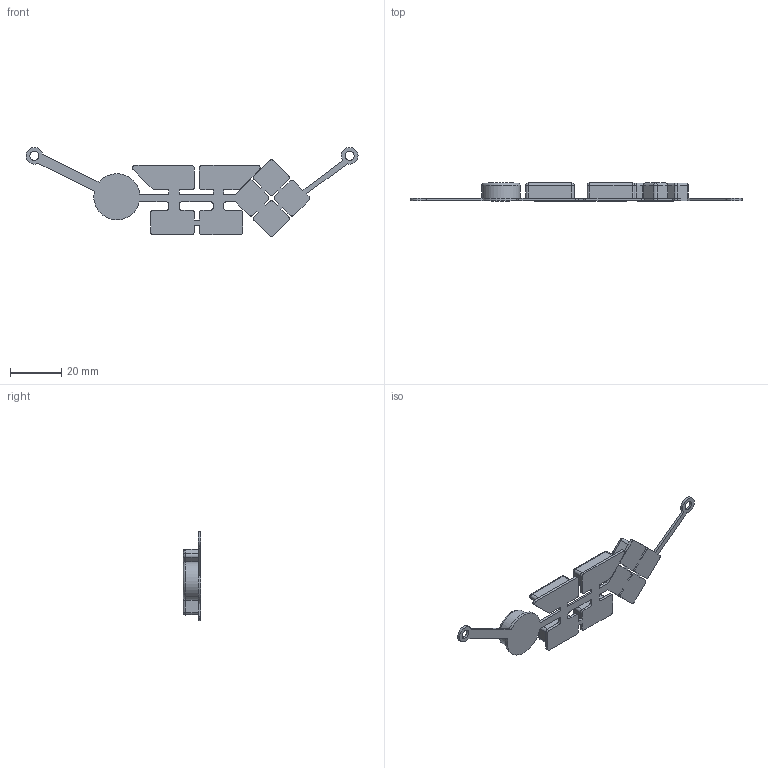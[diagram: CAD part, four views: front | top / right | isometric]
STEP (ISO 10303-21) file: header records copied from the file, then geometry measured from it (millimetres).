
FILE_DESCRIPTION(/* description */ (''),/* implementation_level */ '2;1');
FILE_NAME(/* name */ 'Buttons v4.step',/* time_stamp */ '2024-02-21T18:51:59-06:00',/* author */ (''),/* organization */ (''),/* preprocessor_version */ 'ST-DEVELOPER v20',/* originating_system */ 'Autodesk Translation Framework v12.20.1.177',/* authorisation */ '');
FILE_SCHEMA (('AUTOMOTIVE_DESIGN { 1 0 10303 214 3 1 1 }'));
Length unit declared in the file: millimetre
Products named in the file (1): Botones
Bounding box: 129.5 x 7 x 34.75 mm (x, y, z)
Volume: 6444.9 mm3; surface area: 5951.6 mm2
Topology: 1 solids, 1 shells, 258 faces, 645 edges, 398 vertices
Faces by surface type: plane 118, cylinder 107, sphere 32, torus 1
Full cylindrical faces by diameter (mm): 3.5 x2, 15 x1
Entity records: 7667 total; most frequent: DIRECTION 1380, CARTESIAN_POINT 1302, ORIENTED_EDGE 1290, EDGE_CURVE 645, AXIS2_PLACEMENT_3D 476, LINE 428, VECTOR 428, VERTEX_POINT 398
